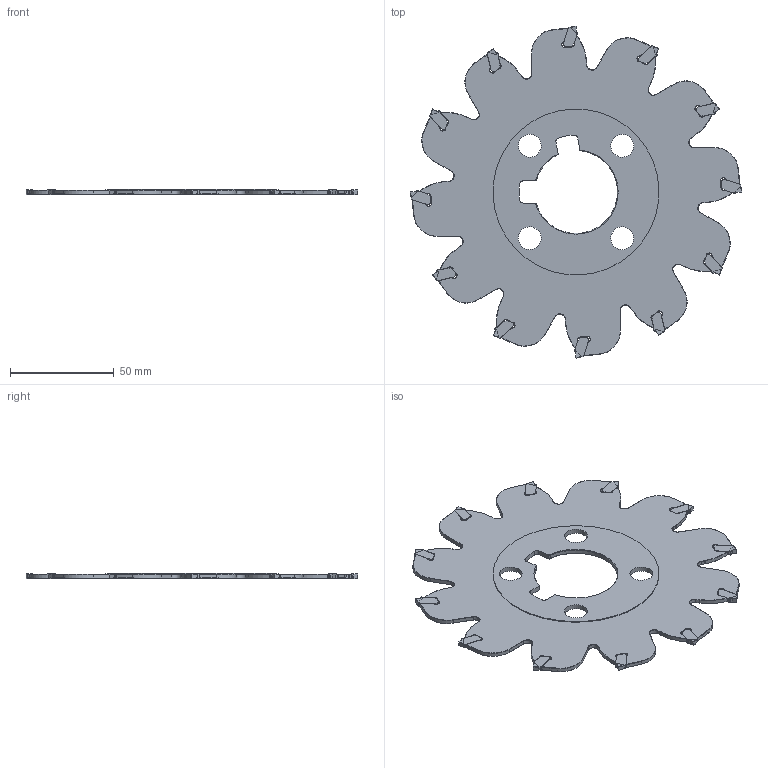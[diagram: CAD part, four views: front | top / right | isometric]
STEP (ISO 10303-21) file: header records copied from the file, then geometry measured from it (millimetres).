
FILE_DESCRIPTION(/* description */ (''),/* implementation_level */ '2;1');
FILE_NAME(/* name */ 'toolassembly_1.stp',/* time_stamp */ '2018-10-19T13:18:47+02:00',/* author */ (''),/* organization */ ('SMS'),/* preprocessor_version */ 'ST-DEVELOPER v15',/* originating_system */ 'SIEMENS PLM Software NX 8.5',/* authorisation */ '');
FILE_SCHEMA (('AUTOMOTIVE_DESIGN { 1 0 10303 214 3 1 1 1 }'));
Length unit declared in the file: millimetre
Products named in the file (4): ASSEMBLY_CONSTRUCTION; CUT_20181019131816; NOCUT_20181019131808; TOOLASSEMBLY_1
Assembly tree (14 placements, depth 2):
  TOOLASSEMBLY_1
    NOCUT_20181019131808
    CUT_20181019131816  x12
    ASSEMBLY_CONSTRUCTION
Bounding box: 160 x 160 x 2.65 mm (x, y, z)
Volume: 31264.7 mm3; surface area: 33188.2 mm2
Topology: 13 solids, 13 shells, 1040 faces, 2791 edges, 1817 vertices
Faces by surface type: cylinder 401, plane 391, cone 128, bspline 120
Full cylindrical faces by diameter (mm): 11.021 x4, 80 x1
Entity records: 14676 total; most frequent: CARTESIAN_POINT 3149, DIRECTION 2420, ORIENTED_EDGE 2372, EDGE_CURVE 1186, AXIS2_PLACEMENT_3D 900, VERTEX_POINT 750, LINE 620, VECTOR 620
